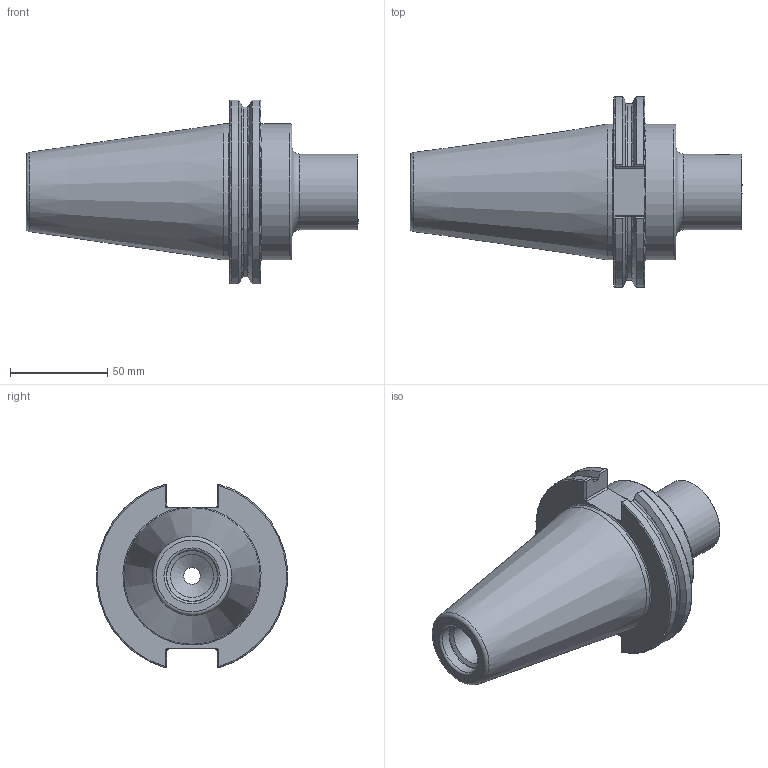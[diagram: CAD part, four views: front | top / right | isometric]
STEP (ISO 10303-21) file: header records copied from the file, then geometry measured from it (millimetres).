
FILE_DESCRIPTION (( 'STEP AP214' ), '1' );
FILE_NAME ('CT5.ST4.K01.069.STEP', '2020-04-15T12:52:35', ( '' ), ( '' ), 'SwSTEP 2.0', 'SolidWorks 2017', '' );
FILE_SCHEMA (( 'AUTOMOTIVE_DESIGN' ));
Length unit declared in the file: millimetre
Products named in the file (3): ST4-ER1.001.011_A; CT5-ST4.K01.069_B; CT5.ST4.K01.069
Assembly tree (2 placements, depth 2):
  CT5.ST4.K01.069
    CT5-ST4.K01.069_B
    ST4-ER1.001.011_A
Bounding box: 170.6 x 98.08 x 94.52 mm (x, y, z)
Volume: 427102.9 mm3; surface area: 52003.3 mm2
Topology: 2 solids, 2 shells, 115 faces, 300 edges, 189 vertices
Faces by surface type: plane 50, cylinder 28, torus 19, cone 16, bspline 2
Full cylindrical faces by diameter (mm): 4 x1, 7.25 x1, 8 x1, 8.5 x1, 9.5 x1, 22 x1, 22.25 x1, 23 x1, 26.4 x1, 39 x1, 69.85 x2
Entity records: 3912 total; most frequent: CARTESIAN_POINT 1263, ORIENTED_EDGE 504, DIRECTION 498, EDGE_CURVE 252, AXIS2_PLACEMENT_3D 196, VERTEX_POINT 176, EDGE_LOOP 154, FACE_OUTER_BOUND 136
